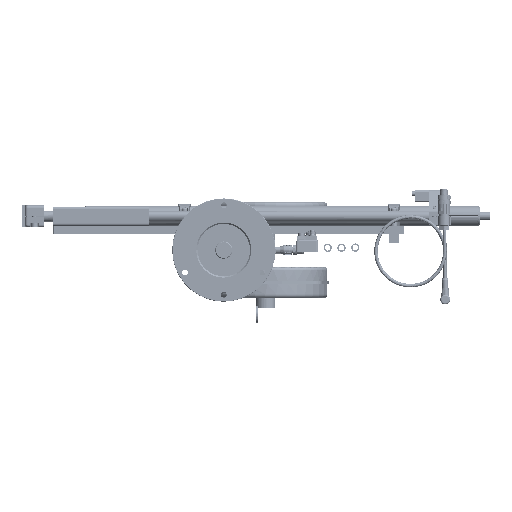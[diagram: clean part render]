
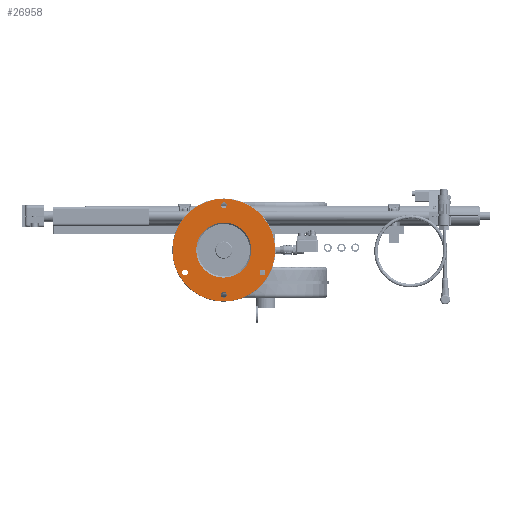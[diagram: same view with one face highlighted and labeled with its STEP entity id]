
A CAD part, front view. The second image highlights one B-rep face of the part: STEP entity #26958.
In plain terms, the highlighted planar face has unit normal (0, -1, 0).
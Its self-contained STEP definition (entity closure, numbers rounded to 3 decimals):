
#6132=CARTESIAN_POINT('',(0.,0.,
0.));
#6133=DIRECTION('',(0.,-1.,0.));
#6134=DIRECTION('',(-1.,0.,0.));
#6135=AXIS2_PLACEMENT_3D('',#6132,#6133,#6134);
#6137=CARTESIAN_POINT('',(0.,0.,
0.));
#6138=DIRECTION('',(0.,-1.,0.));
#6139=DIRECTION('',(1.,0.,0.));
#6140=AXIS2_PLACEMENT_3D('',#6137,#6138,#6139);
#6142=CARTESIAN_POINT('',(-56.292,0.,-32.5));
#6143=DIRECTION('',(0.,1.,0.));
#6144=DIRECTION('',(0.,0.,1.));
#6145=AXIS2_PLACEMENT_3D('',#6142,#6143,#6144);
#6147=CARTESIAN_POINT('',(-56.292,0.,-32.5));
#6148=DIRECTION('',(0.,1.,0.));
#6149=DIRECTION('',(0.,0.,-1.));
#6150=AXIS2_PLACEMENT_3D('',#6147,#6148,#6149);
#6152=CARTESIAN_POINT('',(0.,0.,65.));
#6153=DIRECTION('',(0.,1.,0.));
#6154=DIRECTION('',(0.,0.,1.));
#6155=AXIS2_PLACEMENT_3D('',#6152,#6153,#6154);
#6157=CARTESIAN_POINT('',(0.,0.,65.));
#6158=DIRECTION('',(0.,1.,0.));
#6159=DIRECTION('',(0.,0.,-1.));
#6160=AXIS2_PLACEMENT_3D('',#6157,#6158,#6159);
#6162=CARTESIAN_POINT('',(0.,0.,-65.));
#6163=DIRECTION('',(0.,1.,0.));
#6164=DIRECTION('',(0.,0.,1.));
#6165=AXIS2_PLACEMENT_3D('',#6162,#6163,#6164);
#6167=CARTESIAN_POINT('',(0.,0.,-65.));
#6168=DIRECTION('',(0.,1.,0.));
#6169=DIRECTION('',(0.,0.,-1.));
#6170=AXIS2_PLACEMENT_3D('',#6167,#6168,#6169);
#6172=CARTESIAN_POINT('',(0.,0.,0.));
#6173=DIRECTION('',(0.,1.,0.));
#6174=DIRECTION('',(0.,0.,1.));
#6175=AXIS2_PLACEMENT_3D('',#6172,#6173,#6174);
#6177=CARTESIAN_POINT('',(0.,0.,0.));
#6178=DIRECTION('',(0.,1.,0.));
#6179=DIRECTION('',(0.,0.,-1.));
#6180=AXIS2_PLACEMENT_3D('',#6177,#6178,#6179);
#6182=CARTESIAN_POINT('',(56.292,0.,-32.5));
#6183=DIRECTION('',(0.,1.,0.));
#6184=DIRECTION('',(0.,0.,1.));
#6185=AXIS2_PLACEMENT_3D('',#6182,#6183,#6184);
#6187=CARTESIAN_POINT('',(56.292,0.,-32.5));
#6188=DIRECTION('',(0.,1.,0.));
#6189=DIRECTION('',(0.,0.,-1.));
#6190=AXIS2_PLACEMENT_3D('',#6187,#6188,#6189);
#13843=CARTESIAN_POINT('',(-74.5,0.,
0.));
#13844=CARTESIAN_POINT('',(74.5,0.,
0.));
#13845=VERTEX_POINT('',#13843);
#13846=VERTEX_POINT('',#13844);
#13847=CARTESIAN_POINT('',(-56.292,0.,-28.25));
#13848=CARTESIAN_POINT('',(-56.292,0.,-36.75));
#13849=VERTEX_POINT('',#13847);
#13850=VERTEX_POINT('',#13848);
#13851=CARTESIAN_POINT('',(0.,0.,69.25));
#13852=CARTESIAN_POINT('',(0.,0.,60.75));
#13853=VERTEX_POINT('',#13851);
#13854=VERTEX_POINT('',#13852);
#13855=CARTESIAN_POINT('',(0.,0.,-60.75));
#13856=CARTESIAN_POINT('',(0.,0.,-69.25));
#13857=VERTEX_POINT('',#13855);
#13858=VERTEX_POINT('',#13856);
#13859=CARTESIAN_POINT('',(0.,0.,40.));
#13860=CARTESIAN_POINT('',(0.,0.,-40.));
#13861=VERTEX_POINT('',#13859);
#13862=VERTEX_POINT('',#13860);
#13863=CARTESIAN_POINT('',(56.292,0.,-28.25));
#13864=CARTESIAN_POINT('',(56.292,0.,-36.75));
#13865=VERTEX_POINT('',#13863);
#13866=VERTEX_POINT('',#13864);
#26919=CARTESIAN_POINT('',(0.,0.,0.));
#26920=DIRECTION('',(0.,1.,0.));
#26921=DIRECTION('',(-1.,0.,0.));
#26922=AXIS2_PLACEMENT_3D('',#26919,#26920,#26921);
#26923=PLANE('',#26922);
#26924=ORIENTED_EDGE('',*,*,#26899,.F.);
#26925=ORIENTED_EDGE('',*,*,#26913,.F.);
#26926=EDGE_LOOP('',(#26924,#26925));
#26927=FACE_OUTER_BOUND('',#26926,.F.);
#26929=ORIENTED_EDGE('',*,*,#26928,.F.);
#26931=ORIENTED_EDGE('',*,*,#26930,.F.);
#26932=EDGE_LOOP('',(#26929,#26931));
#26933=FACE_BOUND('',#26932,.F.);
#26935=ORIENTED_EDGE('',*,*,#26934,.F.);
#26937=ORIENTED_EDGE('',*,*,#26936,.F.);
#26938=EDGE_LOOP('',(#26935,#26937));
#26939=FACE_BOUND('',#26938,.F.);
#26941=ORIENTED_EDGE('',*,*,#26940,.F.);
#26943=ORIENTED_EDGE('',*,*,#26942,.F.);
#26944=EDGE_LOOP('',(#26941,#26943));
#26945=FACE_BOUND('',#26944,.F.);
#26947=ORIENTED_EDGE('',*,*,#26946,.F.);
#26949=ORIENTED_EDGE('',*,*,#26948,.F.);
#26950=EDGE_LOOP('',(#26947,#26949));
#26951=FACE_BOUND('',#26950,.F.);
#26953=ORIENTED_EDGE('',*,*,#26952,.F.);
#26955=ORIENTED_EDGE('',*,*,#26954,.F.);
#26956=EDGE_LOOP('',(#26953,#26955));
#26957=FACE_BOUND('',#26956,.F.);
#26958=ADVANCED_FACE('',(#26927,#26933,#26939,#26945,#26951,#26957),#26923,.F.);
#6136=CIRCLE('',#6135,74.5);
#6141=CIRCLE('',#6140,74.5);
#6146=CIRCLE('',#6145,4.25);
#6151=CIRCLE('',#6150,4.25);
#6156=CIRCLE('',#6155,4.25);
#6161=CIRCLE('',#6160,4.25);
#6166=CIRCLE('',#6165,4.25);
#6171=CIRCLE('',#6170,4.25);
#6176=CIRCLE('',#6175,40.);
#6181=CIRCLE('',#6180,40.);
#6186=CIRCLE('',#6185,4.25);
#6191=CIRCLE('',#6190,4.25);
#26899=EDGE_CURVE('',#13845,#13846,#6136,.T.);
#26913=EDGE_CURVE('',#13846,#13845,#6141,.T.);
#26928=EDGE_CURVE('',#13849,#13850,#6146,.T.);
#26930=EDGE_CURVE('',#13850,#13849,#6151,.T.);
#26934=EDGE_CURVE('',#13853,#13854,#6156,.T.);
#26936=EDGE_CURVE('',#13854,#13853,#6161,.T.);
#26940=EDGE_CURVE('',#13857,#13858,#6166,.T.);
#26942=EDGE_CURVE('',#13858,#13857,#6171,.T.);
#26946=EDGE_CURVE('',#13861,#13862,#6176,.T.);
#26948=EDGE_CURVE('',#13862,#13861,#6181,.T.);
#26952=EDGE_CURVE('',#13865,#13866,#6186,.T.);
#26954=EDGE_CURVE('',#13866,#13865,#6191,.T.);
